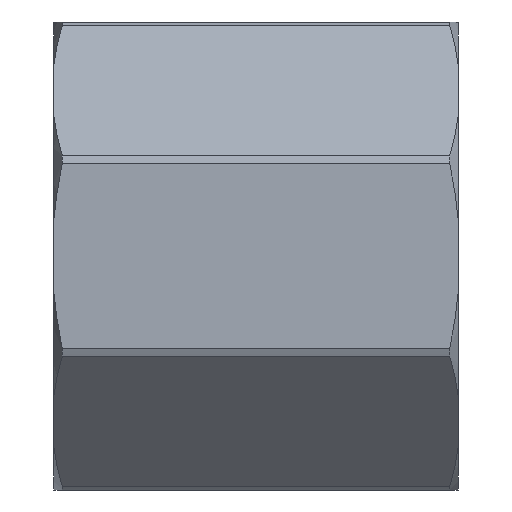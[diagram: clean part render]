
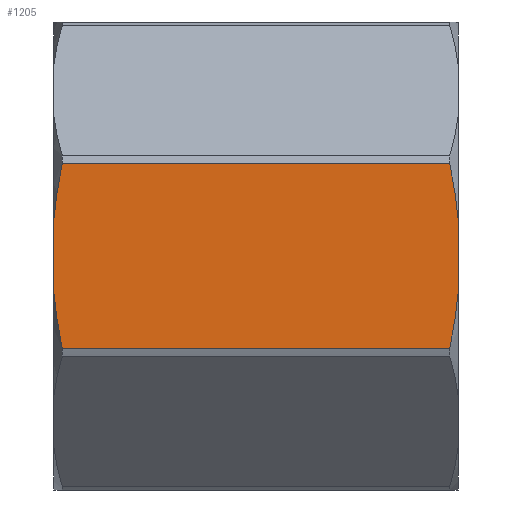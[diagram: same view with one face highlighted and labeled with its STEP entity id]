
A CAD part, front view. The second image highlights one B-rep face of the part: STEP entity #1205.
In plain terms, the highlighted planar face has unit normal (0, -1, 0).
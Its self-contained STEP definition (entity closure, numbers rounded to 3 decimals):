
#44=PLANE('',#1261);
#68=B_SPLINE_CURVE_WITH_KNOTS('',3,(#9895,#9896,#9897,#9898),
 .UNSPECIFIED.,.F.,.F.,(4,4),(0.,0.008),.UNSPECIFIED.);
#69=B_SPLINE_CURVE_WITH_KNOTS('',3,(#9902,#9903,#9904,#9905),
 .UNSPECIFIED.,.F.,.F.,(4,4),(0.,0.008),.UNSPECIFIED.);
#70=B_SPLINE_CURVE_WITH_KNOTS('',3,(#9909,#9910,#9911,#9912),
 .UNSPECIFIED.,.F.,.F.,(4,4),(0.,0.008),.UNSPECIFIED.);
#71=B_SPLINE_CURVE_WITH_KNOTS('',3,(#9916,#9917,#9918,#9919),
 .UNSPECIFIED.,.F.,.F.,(4,4),(0.,0.008),
 .UNSPECIFIED.);
#110=LINE('',#9892,#150);
#111=LINE('',#9900,#151);
#112=LINE('',#9907,#152);
#113=LINE('',#9914,#153);
#150=VECTOR('',#1368,1000.);
#151=VECTOR('',#1369,1000.);
#152=VECTOR('',#1370,1000.);
#153=VECTOR('',#1371,1000.);
#344=ORIENTED_EDGE('',*,*,#746,.T.);
#345=ORIENTED_EDGE('',*,*,#747,.F.);
#346=ORIENTED_EDGE('',*,*,#748,.T.);
#347=ORIENTED_EDGE('',*,*,#749,.F.);
#348=ORIENTED_EDGE('',*,*,#750,.F.);
#349=ORIENTED_EDGE('',*,*,#751,.F.);
#350=ORIENTED_EDGE('',*,*,#752,.T.);
#351=ORIENTED_EDGE('',*,*,#753,.F.);
#746=EDGE_CURVE('',#946,#947,#110,.T.);
#747=EDGE_CURVE('',#948,#947,#68,.T.);
#748=EDGE_CURVE('',#948,#949,#111,.T.);
#749=EDGE_CURVE('',#950,#949,#69,.T.);
#750=EDGE_CURVE('',#951,#950,#112,.T.);
#751=EDGE_CURVE('',#952,#951,#70,.T.);
#752=EDGE_CURVE('',#952,#953,#113,.T.);
#753=EDGE_CURVE('',#946,#953,#71,.T.);
#946=VERTEX_POINT('',#9893);
#947=VERTEX_POINT('',#9894);
#948=VERTEX_POINT('',#9899);
#949=VERTEX_POINT('',#9901);
#950=VERTEX_POINT('',#9906);
#951=VERTEX_POINT('',#9908);
#952=VERTEX_POINT('',#9913);
#953=VERTEX_POINT('',#9915);
#1094=EDGE_LOOP('',(#344,#345,#346,#347,#348,#349,#350,#351));
#1144=FACE_BOUND('',#1094,.T.);
#1205=ADVANCED_FACE('',(#1144),#44,.T.);
#1261=AXIS2_PLACEMENT_3D('',#9891,#1366,#1367);
#1366=DIRECTION('',(0.,-1.,0.));
#1367=DIRECTION('',(0.,0.,-1.));
#1368=DIRECTION('',(0.,0.,-1.));
#1369=DIRECTION('',(1.,0.,0.));
#1370=DIRECTION('',(0.,0.,-1.));
#1371=DIRECTION('',(-1.,0.,0.));
#9891=CARTESIAN_POINT('',(-27.15,-31.4,13.006));
#9892=CARTESIAN_POINT('',(-27.15,-31.4,13.006));
#9893=CARTESIAN_POINT('',(-27.15,-31.4,4.701));
#9894=CARTESIAN_POINT('',(-27.15,-31.4,-4.701));
#9895=CARTESIAN_POINT('',(-25.995,-31.4,-12.373));
#9896=CARTESIAN_POINT('',(-26.532,-31.4,-9.839));
#9897=CARTESIAN_POINT('',(-26.929,-31.4,-7.283));
#9898=CARTESIAN_POINT('',(-27.15,-31.4,-4.701));
#9899=CARTESIAN_POINT('',(-25.995,-31.4,-12.373));
#9900=CARTESIAN_POINT('',(27.15,-31.4,-12.373));
#9901=CARTESIAN_POINT('',(25.995,-31.4,-12.373));
#9902=CARTESIAN_POINT('',(27.15,-31.4,-4.701));
#9903=CARTESIAN_POINT('',(26.929,-31.4,-7.283));
#9904=CARTESIAN_POINT('',(26.532,-31.4,-9.839));
#9905=CARTESIAN_POINT('',(25.995,-31.4,-12.373));
#9906=CARTESIAN_POINT('',(27.15,-31.4,-4.701));
#9907=CARTESIAN_POINT('',(27.15,-31.4,0.));
#9908=CARTESIAN_POINT('',(27.15,-31.4,4.701));
#9909=CARTESIAN_POINT('',(25.995,-31.4,12.373));
#9910=CARTESIAN_POINT('',(26.532,-31.4,9.839));
#9911=CARTESIAN_POINT('',(26.929,-31.4,7.283));
#9912=CARTESIAN_POINT('',(27.15,-31.4,4.701));
#9913=CARTESIAN_POINT('',(25.995,-31.4,12.373));
#9914=CARTESIAN_POINT('',(27.15,-31.4,12.373));
#9915=CARTESIAN_POINT('',(-25.995,-31.4,12.373));
#9916=CARTESIAN_POINT('',(-27.15,-31.4,4.701));
#9917=CARTESIAN_POINT('',(-26.929,-31.4,7.283));
#9918=CARTESIAN_POINT('',(-26.532,-31.4,9.839));
#9919=CARTESIAN_POINT('',(-25.995,-31.4,12.373));
